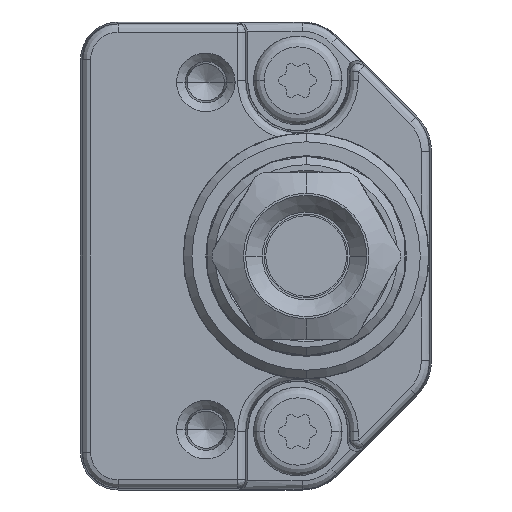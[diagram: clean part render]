
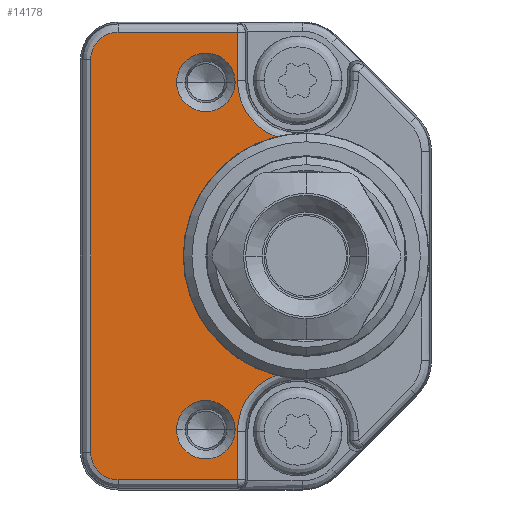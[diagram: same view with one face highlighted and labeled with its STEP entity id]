
A CAD part, left-side view. The second image highlights one B-rep face of the part: STEP entity #14178.
In plain terms, the highlighted planar face has unit normal (-1, 0, 0).
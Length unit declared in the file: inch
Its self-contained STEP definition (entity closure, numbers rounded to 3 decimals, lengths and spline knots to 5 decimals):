
#516=CARTESIAN_POINT('',(-13.,9.29653,-7.1271));
#668=CARTESIAN_POINT('',(-13.,9.29653,7.1271));
#691=CARTESIAN_POINT('',(-13.,8.,-10.5));
#692=DIRECTION('',(1.,0.,0.));
#693=DIRECTION('',(0.,1.,0.));
#694=AXIS2_PLACEMENT_3D('',#691,#692,#693);
#696=DIRECTION('',(0.,0.,1.));
#697=VECTOR('',#696,2.8909);
#698=CARTESIAN_POINT('',(-13.,11.61353,-13.3909));
#699=LINE('',#698,#697);
#700=DIRECTION('',(0.,-1.,0.));
#701=VECTOR('',#700,7.13647);
#702=CARTESIAN_POINT('',(-13.,18.75,-13.3909));
#703=LINE('',#702,#701);
#704=CARTESIAN_POINT('',(-13.,18.75,-11.75));
#705=DIRECTION('',(-1.,0.,0.));
#706=DIRECTION('',(0.,1.,0.));
#707=AXIS2_PLACEMENT_3D('',#704,#705,#706);
#709=DIRECTION('',(0.,0.,-1.));
#710=VECTOR('',#709,23.5);
#711=CARTESIAN_POINT('',(-13.,20.3909,11.75));
#712=LINE('',#711,#710);
#713=CARTESIAN_POINT('',(-13.,18.75,11.75));
#714=DIRECTION('',(-1.,0.,0.));
#715=DIRECTION('',(0.,0.,1.));
#716=AXIS2_PLACEMENT_3D('',#713,#714,#715);
#718=DIRECTION('',(0.,1.,0.));
#719=VECTOR('',#718,7.13647);
#720=CARTESIAN_POINT('',(-13.,11.61353,13.3909));
#721=LINE('',#720,#719);
#722=DIRECTION('',(0.,0.,1.));
#723=VECTOR('',#722,2.8909);
#724=CARTESIAN_POINT('',(-13.,11.61353,10.5));
#725=LINE('',#724,#723);
#726=CARTESIAN_POINT('',(-13.,8.,10.5));
#727=DIRECTION('',(1.,0.,0.));
#728=DIRECTION('',(0.,0.359,-0.933));
#729=AXIS2_PLACEMENT_3D('',#726,#727,#728);
#731=CARTESIAN_POINT('',(-13.,7.5,0.));
#732=DIRECTION('',(-1.,0.,0.));
#733=DIRECTION('',(0.,0.244,0.97));
#734=AXIS2_PLACEMENT_3D('',#731,#732,#733);
#736=CARTESIAN_POINT('',(-13.,13.5,-10.3923));
#737=DIRECTION('',(1.,0.,0.));
#738=DIRECTION('',(0.,-1.,0.));
#739=AXIS2_PLACEMENT_3D('',#736,#737,#738);
#741=CARTESIAN_POINT('',(-13.,13.5,-10.3923));
#742=DIRECTION('',(1.,0.,0.));
#743=DIRECTION('',(0.,1.,0.));
#744=AXIS2_PLACEMENT_3D('',#741,#742,#743);
#746=CARTESIAN_POINT('',(-13.,13.5,10.3923));
#747=DIRECTION('',(1.,0.,0.));
#748=DIRECTION('',(0.,-1.,0.));
#749=AXIS2_PLACEMENT_3D('',#746,#747,#748);
#751=CARTESIAN_POINT('',(-13.,13.5,10.3923));
#752=DIRECTION('',(1.,0.,0.));
#753=DIRECTION('',(0.,1.,0.));
#754=AXIS2_PLACEMENT_3D('',#751,#752,#753);
#12397=VERTEX_POINT('',#516);
#12398=VERTEX_POINT('',#668);
#12415=CARTESIAN_POINT('',(-13.,20.3909,-11.75));
#12416=CARTESIAN_POINT('',(-13.,18.75,-13.3909));
#12417=VERTEX_POINT('',#12415);
#12418=VERTEX_POINT('',#12416);
#12423=CARTESIAN_POINT('',(-13.,20.3909,11.75));
#12424=VERTEX_POINT('',#12423);
#12427=CARTESIAN_POINT('',(-13.,18.75,13.3909));
#12428=VERTEX_POINT('',#12427);
#12457=CARTESIAN_POINT('',(-13.,11.61353,-10.5));
#12458=VERTEX_POINT('',#12457);
#12459=CARTESIAN_POINT('',(-13.,11.61353,-13.3909));
#12460=VERTEX_POINT('',#12459);
#12477=CARTESIAN_POINT('',(-13.,11.61353,10.5));
#12478=VERTEX_POINT('',#12477);
#12479=CARTESIAN_POINT('',(-13.,11.61353,13.3909));
#12480=VERTEX_POINT('',#12479);
#12538=CARTESIAN_POINT('',(-13.,11.75,-10.3923));
#12539=CARTESIAN_POINT('',(-13.,15.25,-10.3923));
#12540=VERTEX_POINT('',#12538);
#12541=VERTEX_POINT('',#12539);
#12546=CARTESIAN_POINT('',(-13.,11.75,10.3923));
#12547=CARTESIAN_POINT('',(-13.,15.25,10.3923));
#12548=VERTEX_POINT('',#12546);
#12549=VERTEX_POINT('',#12547);
#14143=CARTESIAN_POINT('',(-13.,0.,0.));
#14144=DIRECTION('',(-1.,0.,0.));
#14145=DIRECTION('',(0.,0.,1.));
#14146=AXIS2_PLACEMENT_3D('',#14143,#14144,#14145);
#14147=PLANE('',#14146);
#14148=ORIENTED_EDGE('',*,*,#13991,.F.);
#14150=ORIENTED_EDGE('',*,*,#14149,.F.);
#14152=ORIENTED_EDGE('',*,*,#14151,.F.);
#14154=ORIENTED_EDGE('',*,*,#14153,.F.);
#14156=ORIENTED_EDGE('',*,*,#14155,.F.);
#14158=ORIENTED_EDGE('',*,*,#14157,.F.);
#14160=ORIENTED_EDGE('',*,*,#14159,.F.);
#14161=ORIENTED_EDGE('',*,*,#14134,.F.);
#14162=ORIENTED_EDGE('',*,*,#14092,.F.);
#14163=ORIENTED_EDGE('',*,*,#14006,.T.);
#14164=EDGE_LOOP('',(#14148,#14150,#14152,#14154,#14156,#14158,#14160,#14161,
#14162,#14163));
#14165=FACE_OUTER_BOUND('',#14164,.F.);
#14167=ORIENTED_EDGE('',*,*,#14166,.F.);
#14169=ORIENTED_EDGE('',*,*,#14168,.F.);
#14170=EDGE_LOOP('',(#14167,#14169));
#14171=FACE_BOUND('',#14170,.F.);
#14173=ORIENTED_EDGE('',*,*,#14172,.F.);
#14175=ORIENTED_EDGE('',*,*,#14174,.F.);
#14176=EDGE_LOOP('',(#14173,#14175));
#14177=FACE_BOUND('',#14176,.F.);
#14178=ADVANCED_FACE('',(#14165,#14171,#14177),#14147,.T.);
#695=CIRCLE('',#694,3.61353);
#708=CIRCLE('',#707,1.6409);
#717=CIRCLE('',#716,1.6409);
#730=CIRCLE('',#729,3.61353);
#735=CIRCLE('',#734,7.35);
#740=CIRCLE('',#739,1.75);
#745=CIRCLE('',#744,1.75);
#750=CIRCLE('',#749,1.75);
#755=CIRCLE('',#754,1.75);
#13991=EDGE_CURVE('',#12458,#12397,#695,.T.);
#14006=EDGE_CURVE('',#12398,#12397,#735,.T.);
#14092=EDGE_CURVE('',#12398,#12478,#730,.T.);
#14134=EDGE_CURVE('',#12478,#12480,#725,.T.);
#14149=EDGE_CURVE('',#12460,#12458,#699,.T.);
#14151=EDGE_CURVE('',#12418,#12460,#703,.T.);
#14153=EDGE_CURVE('',#12417,#12418,#708,.T.);
#14155=EDGE_CURVE('',#12424,#12417,#712,.T.);
#14157=EDGE_CURVE('',#12428,#12424,#717,.T.);
#14159=EDGE_CURVE('',#12480,#12428,#721,.T.);
#14166=EDGE_CURVE('',#12540,#12541,#740,.T.);
#14168=EDGE_CURVE('',#12541,#12540,#745,.T.);
#14172=EDGE_CURVE('',#12548,#12549,#750,.T.);
#14174=EDGE_CURVE('',#12549,#12548,#755,.T.);
